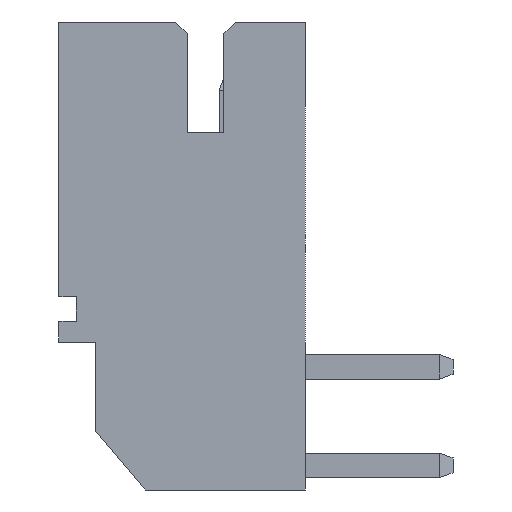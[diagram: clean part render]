
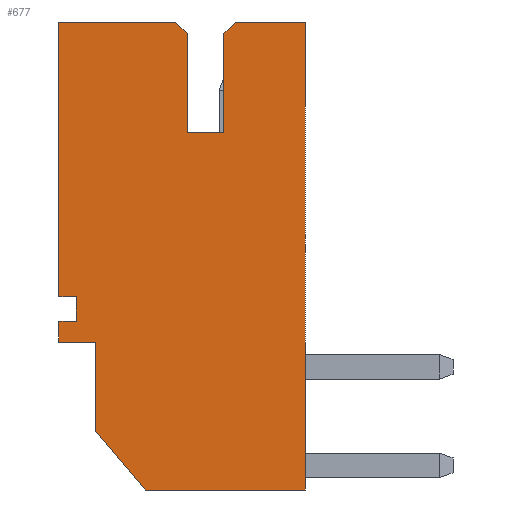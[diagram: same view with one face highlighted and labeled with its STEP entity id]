
A CAD part, left-side view. The second image highlights one B-rep face of the part: STEP entity #677.
In plain terms, the highlighted face is planar.
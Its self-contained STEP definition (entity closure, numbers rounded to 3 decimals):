
#13 = CARTESIAN_POINT ( 'NONE',  ( 8.95, 6.5, 2.5 ) ) ;
#32 = CARTESIAN_POINT ( 'NONE',  ( 8.95, 0., 1.75 ) ) ;
#89 = LINE ( 'NONE', #3865, #1840 ) ;
#225 = ORIENTED_EDGE ( 'NONE', *, *, #1003, .T. ) ;
#227 = CARTESIAN_POINT ( 'NONE',  ( 8.95, 6.5, 2.5 ) ) ;
#312 = PLANE ( 'NONE',  #791 ) ;
#370 = CARTESIAN_POINT ( 'NONE',  ( 8.95, 6.5, 0.125 ) ) ;
#398 = VECTOR ( 'NONE', #2803, 1000. ) ;
#429 = DIRECTION ( 'NONE',  ( 0., -1., 0. ) ) ;
#504 = EDGE_CURVE ( 'NONE', #960, #4499, #3112, .T. ) ;
#537 = CARTESIAN_POINT ( 'NONE',  ( 8.95, -3., -2.5 ) ) ;
#551 = EDGE_CURVE ( 'NONE', #3823, #3120, #3598, .T. ) ;
#569 = LINE ( 'NONE', #2448, #4303 ) ;
#646 = VECTOR ( 'NONE', #5550, 1000. ) ;
#677 = ADVANCED_FACE ( 'NONE', ( #4626 ), #312, .F. ) ;
#689 = ORIENTED_EDGE ( 'NONE', *, *, #5863, .T. ) ;
#716 = VERTEX_POINT ( 'NONE', #4246 ) ;
#751 = VERTEX_POINT ( 'NONE', #3873 ) ;
#791 = AXIS2_PLACEMENT_3D ( 'NONE', #2202, #6009, #4095 ) ;
#873 = ORIENTED_EDGE ( 'NONE', *, *, #504, .T. ) ;
#886 = CARTESIAN_POINT ( 'NONE',  ( 8.95, 0., 1.75 ) ) ;
#910 = CARTESIAN_POINT ( 'NONE',  ( 8.95, 0.925, 2.5 ) ) ;
#912 = DIRECTION ( 'NONE',  ( 0., 0., -1. ) ) ;
#960 = VERTEX_POINT ( 'NONE', #4422 ) ;
#1003 = EDGE_CURVE ( 'NONE', #3422, #1701, #2759, .T. ) ;
#1004 = CARTESIAN_POINT ( 'NONE',  ( 8.95, 6.275, -0.1 ) ) ;
#1071 = VECTOR ( 'NONE', #3053, 1000. ) ;
#1084 = EDGE_CURVE ( 'NONE', #751, #3829, #6033, .T. ) ;
#1113 = VERTEX_POINT ( 'NONE', #32 ) ;
#1131 = CARTESIAN_POINT ( 'NONE',  ( 8.95, 0., 2.5 ) ) ;
#1136 = CARTESIAN_POINT ( 'NONE',  ( 8.95, -1.808, 1.75 ) ) ;
#1180 = VECTOR ( 'NONE', #2638, 1000. ) ;
#1223 = LINE ( 'NONE', #3213, #646 ) ;
#1225 = LINE ( 'NONE', #1136, #3040 ) ;
#1243 = CARTESIAN_POINT ( 'NONE',  ( 8.95, 6.5, -2.5 ) ) ;
#1253 = VERTEX_POINT ( 'NONE', #2031 ) ;
#1263 = VERTEX_POINT ( 'NONE', #5339 ) ;
#1288 = CARTESIAN_POINT ( 'NONE',  ( 8.95, 0.425, 2.15 ) ) ;
#1394 = DIRECTION ( 'NONE',  ( 0., 1., 0. ) ) ;
#1435 = LINE ( 'NONE', #13, #2019 ) ;
#1465 = LINE ( 'NONE', #910, #398 ) ;
#1480 = CARTESIAN_POINT ( 'NONE',  ( 8.95, 4.25, -0.85 ) ) ;
#1594 = ORIENTED_EDGE ( 'NONE', *, *, #551, .F. ) ;
#1673 = VECTOR ( 'NONE', #1394, 1000. ) ;
#1677 = EDGE_CURVE ( 'NONE', #3422, #2572, #5332, .T. ) ;
#1701 = VERTEX_POINT ( 'NONE', #1131 ) ;
#1744 = ORIENTED_EDGE ( 'NONE', *, *, #1677, .F. ) ;
#1782 = LINE ( 'NONE', #886, #2424 ) ;
#1840 = VECTOR ( 'NONE', #4351, 1000. ) ;
#1848 = ORIENTED_EDGE ( 'NONE', *, *, #5915, .F. ) ;
#1898 = VECTOR ( 'NONE', #2259, 1000. ) ;
#1981 = EDGE_CURVE ( 'NONE', #5457, #4499, #1465, .T. ) ;
#2019 = VECTOR ( 'NONE', #912, 1000. ) ;
#2030 = ORIENTED_EDGE ( 'NONE', *, *, #6020, .T. ) ;
#2031 = CARTESIAN_POINT ( 'NONE',  ( 8.95, 6.5, 0.125 ) ) ;
#2113 = CARTESIAN_POINT ( 'NONE',  ( 8.95, 0.425, 2.5 ) ) ;
#2202 = CARTESIAN_POINT ( 'NONE',  ( 8.95, 6.5, 2.5 ) ) ;
#2253 = CARTESIAN_POINT ( 'NONE',  ( 8.95, 0.925, 2.5 ) ) ;
#2259 = DIRECTION ( 'NONE',  ( 0., -0.707, -0.707 ) ) ;
#2285 = CARTESIAN_POINT ( 'NONE',  ( 8.95, 6.275, -0.1 ) ) ;
#2424 = VECTOR ( 'NONE', #6050, 1000. ) ;
#2445 = ORIENTED_EDGE ( 'NONE', *, *, #4214, .F. ) ;
#2448 = CARTESIAN_POINT ( 'NONE',  ( 8.95, 4.25, -0.1 ) ) ;
#2516 = DIRECTION ( 'NONE',  ( 0., 0., -1. ) ) ;
#2569 = CARTESIAN_POINT ( 'NONE',  ( 8.95, 6.5, -2.5 ) ) ;
#2572 = VERTEX_POINT ( 'NONE', #1288 ) ;
#2638 = DIRECTION ( 'NONE',  ( 0., -1., 0. ) ) ;
#2708 = VERTEX_POINT ( 'NONE', #1004 ) ;
#2730 = CARTESIAN_POINT ( 'NONE',  ( 8.95, -3., 0.75 ) ) ;
#2759 = LINE ( 'NONE', #5043, #5630 ) ;
#2795 = LINE ( 'NONE', #370, #1898 ) ;
#2803 = DIRECTION ( 'NONE',  ( 0., 0., 1. ) ) ;
#2906 = EDGE_CURVE ( 'NONE', #3340, #3823, #2999, .T. ) ;
#2907 = ORIENTED_EDGE ( 'NONE', *, *, #5942, .T. ) ;
#2917 = DIRECTION ( 'NONE',  ( 0., 0.707, -0.707 ) ) ;
#2999 = LINE ( 'NONE', #227, #3506 ) ;
#3028 = EDGE_LOOP ( 'NONE', ( #873, #5373, #1848, #1744, #225, #689, #2030, #2907, #4405, #1594, #4729, #2445, #3377, #3993, #3646, #5646, #5058 ) ) ;
#3040 = VECTOR ( 'NONE', #3462, 1000. ) ;
#3053 = DIRECTION ( 'NONE',  ( 0., -1., 0. ) ) ;
#3098 = EDGE_CURVE ( 'NONE', #960, #1253, #1435, .T. ) ;
#3112 = LINE ( 'NONE', #4036, #1180 ) ;
#3120 = VERTEX_POINT ( 'NONE', #537 ) ;
#3213 = CARTESIAN_POINT ( 'NONE',  ( 8.95, -3., 0.75 ) ) ;
#3248 = EDGE_CURVE ( 'NONE', #1263, #751, #569, .T. ) ;
#3253 = DIRECTION ( 'NONE',  ( 0., -1., 0. ) ) ;
#3340 = VERTEX_POINT ( 'NONE', #4494 ) ;
#3377 = ORIENTED_EDGE ( 'NONE', *, *, #1084, .F. ) ;
#3422 = VERTEX_POINT ( 'NONE', #3760 ) ;
#3462 = DIRECTION ( 'NONE',  ( 0., -0.766, -0.643 ) ) ;
#3506 = VECTOR ( 'NONE', #4868, 1000. ) ;
#3553 = DIRECTION ( 'NONE',  ( 0., 1., 0. ) ) ;
#3598 = LINE ( 'NONE', #1243, #1071 ) ;
#3646 = ORIENTED_EDGE ( 'NONE', *, *, #5637, .F. ) ;
#3662 = VECTOR ( 'NONE', #2516, 1000. ) ;
#3747 = LINE ( 'NONE', #2285, #4218 ) ;
#3760 = CARTESIAN_POINT ( 'NONE',  ( 8.95, 0.425, 2.5 ) ) ;
#3823 = VERTEX_POINT ( 'NONE', #2569 ) ;
#3829 = VERTEX_POINT ( 'NONE', #4063 ) ;
#3865 = CARTESIAN_POINT ( 'NONE',  ( 8.95, 0., 2.5 ) ) ;
#3873 = CARTESIAN_POINT ( 'NONE',  ( 8.95, 4.25, -0.85 ) ) ;
#3897 = LINE ( 'NONE', #5777, #4544 ) ;
#3960 = CARTESIAN_POINT ( 'NONE',  ( 8.95, 0.925, 2.15 ) ) ;
#3970 = VERTEX_POINT ( 'NONE', #2730 ) ;
#3979 = DIRECTION ( 'NONE',  ( 0., 0., -1. ) ) ;
#3990 = EDGE_CURVE ( 'NONE', #1253, #2708, #2795, .T. ) ;
#3993 = ORIENTED_EDGE ( 'NONE', *, *, #3248, .F. ) ;
#4036 = CARTESIAN_POINT ( 'NONE',  ( 8.95, 6.5, 2.5 ) ) ;
#4063 = CARTESIAN_POINT ( 'NONE',  ( 8.95, 6.275, -0.85 ) ) ;
#4095 = DIRECTION ( 'NONE',  ( 0., 0., 1. ) ) ;
#4214 = EDGE_CURVE ( 'NONE', #3829, #3340, #3897, .T. ) ;
#4218 = VECTOR ( 'NONE', #3253, 1000. ) ;
#4246 = CARTESIAN_POINT ( 'NONE',  ( 8.95, -1.808, 1.75 ) ) ;
#4250 = CARTESIAN_POINT ( 'NONE',  ( 8.95, 0.925, 2.15 ) ) ;
#4303 = VECTOR ( 'NONE', #3979, 1000. ) ;
#4351 = DIRECTION ( 'NONE',  ( 0., 0., -1. ) ) ;
#4405 = ORIENTED_EDGE ( 'NONE', *, *, #4768, .T. ) ;
#4422 = CARTESIAN_POINT ( 'NONE',  ( 8.95, 6.5, 2.5 ) ) ;
#4494 = CARTESIAN_POINT ( 'NONE',  ( 8.95, 6.5, -1.075 ) ) ;
#4499 = VERTEX_POINT ( 'NONE', #2253 ) ;
#4544 = VECTOR ( 'NONE', #2917, 1000. ) ;
#4626 = FACE_OUTER_BOUND ( 'NONE', #3028, .T. ) ;
#4729 = ORIENTED_EDGE ( 'NONE', *, *, #2906, .F. ) ;
#4768 = EDGE_CURVE ( 'NONE', #3970, #3120, #1223, .T. ) ;
#4868 = DIRECTION ( 'NONE',  ( 0., 0., -1. ) ) ;
#4900 = VECTOR ( 'NONE', #3553, 1000. ) ;
#4906 = LINE ( 'NONE', #3960, #4900 ) ;
#5043 = CARTESIAN_POINT ( 'NONE',  ( 8.95, 6.5, 2.5 ) ) ;
#5058 = ORIENTED_EDGE ( 'NONE', *, *, #3098, .F. ) ;
#5332 = LINE ( 'NONE', #2113, #3662 ) ;
#5339 = CARTESIAN_POINT ( 'NONE',  ( 8.95, 4.25, -0.1 ) ) ;
#5373 = ORIENTED_EDGE ( 'NONE', *, *, #1981, .F. ) ;
#5457 = VERTEX_POINT ( 'NONE', #4250 ) ;
#5550 = DIRECTION ( 'NONE',  ( 0., 0., -1. ) ) ;
#5630 = VECTOR ( 'NONE', #429, 1000. ) ;
#5637 = EDGE_CURVE ( 'NONE', #2708, #1263, #3747, .T. ) ;
#5646 = ORIENTED_EDGE ( 'NONE', *, *, #3990, .F. ) ;
#5777 = CARTESIAN_POINT ( 'NONE',  ( 8.95, 6.275, -0.85 ) ) ;
#5863 = EDGE_CURVE ( 'NONE', #1701, #1113, #89, .T. ) ;
#5915 = EDGE_CURVE ( 'NONE', #2572, #5457, #4906, .T. ) ;
#5942 = EDGE_CURVE ( 'NONE', #716, #3970, #1225, .T. ) ;
#6009 = DIRECTION ( 'NONE',  ( -1., 0., 0. ) ) ;
#6020 = EDGE_CURVE ( 'NONE', #1113, #716, #1782, .T. ) ;
#6033 = LINE ( 'NONE', #1480, #1673 ) ;
#6050 = DIRECTION ( 'NONE',  ( 0., -1., 0. ) ) ;
